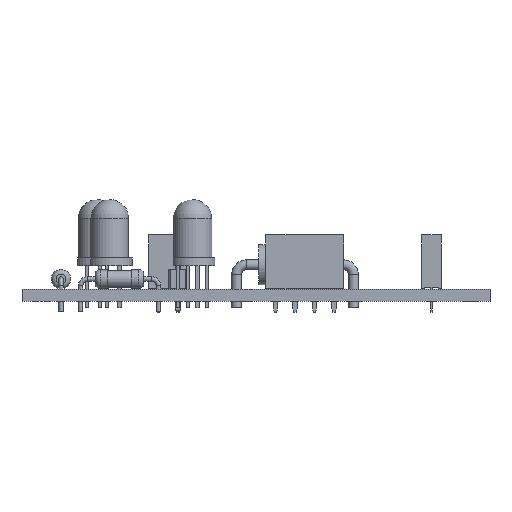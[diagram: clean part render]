
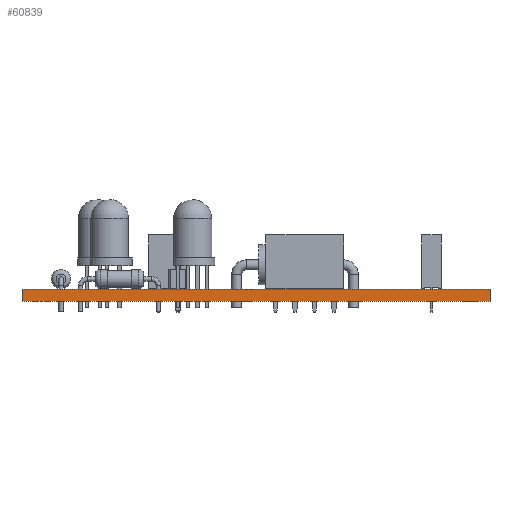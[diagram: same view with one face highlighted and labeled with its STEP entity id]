
A CAD part, front view. The second image highlights one B-rep face of the part: STEP entity #60839.
In plain terms, the highlighted planar face has unit normal (0, -1, 0).
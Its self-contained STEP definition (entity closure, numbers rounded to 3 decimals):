
#60839 = ADVANCED_FACE('',(#60840),#60854,.T.);
#60840 = FACE_BOUND('',#60841,.T.);
#60841 = EDGE_LOOP('',(#60842,#60877,#60905,#60933));
#60842 = ORIENTED_EDGE('',*,*,#60843,.T.);
#60843 = EDGE_CURVE('',#60844,#60846,#60848,.T.);
#60844 = VERTEX_POINT('',#60845);
#60845 = CARTESIAN_POINT('',(109.22,-101.6,0.));
#60846 = VERTEX_POINT('',#60847);
#60847 = CARTESIAN_POINT('',(109.22,-101.6,1.6));
#60848 = SURFACE_CURVE('',#60849,(#60853,#60865),.PCURVE_S1.);
#60849 = LINE('',#60850,#60851);
#60850 = CARTESIAN_POINT('',(109.22,-101.6,0.));
#60851 = VECTOR('',#60852,1.);
#60852 = DIRECTION('',(0.,0.,1.));
#60853 = PCURVE('',#60854,#60859);
#60854 = PLANE('',#60855);
#60855 = AXIS2_PLACEMENT_3D('',#60856,#60857,#60858);
#60856 = CARTESIAN_POINT('',(109.22,-101.6,0.));
#60857 = DIRECTION('',(0.,-1.,0.));
#60858 = DIRECTION('',(-1.,0.,0.));
#60859 = DEFINITIONAL_REPRESENTATION('',(#60860),#60864);
#60860 = LINE('',#60861,#60862);
#60861 = CARTESIAN_POINT('',(0.,-0.));
#60862 = VECTOR('',#60863,1.);
#60863 = DIRECTION('',(0.,-1.));
#60864 = ( GEOMETRIC_REPRESENTATION_CONTEXT(2) 
PARAMETRIC_REPRESENTATION_CONTEXT() REPRESENTATION_CONTEXT('2D SPACE',''
  ) );
#60865 = PCURVE('',#60866,#60871);
#60866 = PLANE('',#60867);
#60867 = AXIS2_PLACEMENT_3D('',#60868,#60869,#60870);
#60868 = CARTESIAN_POINT('',(109.22,-40.64,0.));
#60869 = DIRECTION('',(1.,0.,-0.));
#60870 = DIRECTION('',(0.,-1.,0.));
#60871 = DEFINITIONAL_REPRESENTATION('',(#60872),#60876);
#60872 = LINE('',#60873,#60874);
#60873 = CARTESIAN_POINT('',(60.96,0.));
#60874 = VECTOR('',#60875,1.);
#60875 = DIRECTION('',(0.,-1.));
#60876 = ( GEOMETRIC_REPRESENTATION_CONTEXT(2) 
PARAMETRIC_REPRESENTATION_CONTEXT() REPRESENTATION_CONTEXT('2D SPACE',''
  ) );
#60877 = ORIENTED_EDGE('',*,*,#60878,.T.);
#60878 = EDGE_CURVE('',#60846,#60879,#60881,.T.);
#60879 = VERTEX_POINT('',#60880);
#60880 = CARTESIAN_POINT('',(48.26,-101.6,1.6));
#60881 = SURFACE_CURVE('',#60882,(#60886,#60893),.PCURVE_S1.);
#60882 = LINE('',#60883,#60884);
#60883 = CARTESIAN_POINT('',(109.22,-101.6,1.6));
#60884 = VECTOR('',#60885,1.);
#60885 = DIRECTION('',(-1.,0.,0.));
#60886 = PCURVE('',#60854,#60887);
#60887 = DEFINITIONAL_REPRESENTATION('',(#60888),#60892);
#60888 = LINE('',#60889,#60890);
#60889 = CARTESIAN_POINT('',(0.,-1.6));
#60890 = VECTOR('',#60891,1.);
#60891 = DIRECTION('',(1.,0.));
#60892 = ( GEOMETRIC_REPRESENTATION_CONTEXT(2) 
PARAMETRIC_REPRESENTATION_CONTEXT() REPRESENTATION_CONTEXT('2D SPACE',''
  ) );
#60893 = PCURVE('',#60894,#60899);
#60894 = PLANE('',#60895);
#60895 = AXIS2_PLACEMENT_3D('',#60896,#60897,#60898);
#60896 = CARTESIAN_POINT('',(78.74,-71.12,1.6));
#60897 = DIRECTION('',(-0.,-0.,-1.));
#60898 = DIRECTION('',(-1.,0.,0.));
#60899 = DEFINITIONAL_REPRESENTATION('',(#60900),#60904);
#60900 = LINE('',#60901,#60902);
#60901 = CARTESIAN_POINT('',(-30.48,-30.48));
#60902 = VECTOR('',#60903,1.);
#60903 = DIRECTION('',(1.,0.));
#60904 = ( GEOMETRIC_REPRESENTATION_CONTEXT(2) 
PARAMETRIC_REPRESENTATION_CONTEXT() REPRESENTATION_CONTEXT('2D SPACE',''
  ) );
#60905 = ORIENTED_EDGE('',*,*,#60906,.F.);
#60906 = EDGE_CURVE('',#60907,#60879,#60909,.T.);
#60907 = VERTEX_POINT('',#60908);
#60908 = CARTESIAN_POINT('',(48.26,-101.6,0.));
#60909 = SURFACE_CURVE('',#60910,(#60914,#60921),.PCURVE_S1.);
#60910 = LINE('',#60911,#60912);
#60911 = CARTESIAN_POINT('',(48.26,-101.6,0.));
#60912 = VECTOR('',#60913,1.);
#60913 = DIRECTION('',(0.,0.,1.));
#60914 = PCURVE('',#60854,#60915);
#60915 = DEFINITIONAL_REPRESENTATION('',(#60916),#60920);
#60916 = LINE('',#60917,#60918);
#60917 = CARTESIAN_POINT('',(60.96,0.));
#60918 = VECTOR('',#60919,1.);
#60919 = DIRECTION('',(0.,-1.));
#60920 = ( GEOMETRIC_REPRESENTATION_CONTEXT(2) 
PARAMETRIC_REPRESENTATION_CONTEXT() REPRESENTATION_CONTEXT('2D SPACE',''
  ) );
#60921 = PCURVE('',#60922,#60927);
#60922 = PLANE('',#60923);
#60923 = AXIS2_PLACEMENT_3D('',#60924,#60925,#60926);
#60924 = CARTESIAN_POINT('',(48.26,-101.6,0.));
#60925 = DIRECTION('',(-1.,0.,0.));
#60926 = DIRECTION('',(0.,1.,0.));
#60927 = DEFINITIONAL_REPRESENTATION('',(#60928),#60932);
#60928 = LINE('',#60929,#60930);
#60929 = CARTESIAN_POINT('',(0.,0.));
#60930 = VECTOR('',#60931,1.);
#60931 = DIRECTION('',(0.,-1.));
#60932 = ( GEOMETRIC_REPRESENTATION_CONTEXT(2) 
PARAMETRIC_REPRESENTATION_CONTEXT() REPRESENTATION_CONTEXT('2D SPACE',''
  ) );
#60933 = ORIENTED_EDGE('',*,*,#60934,.F.);
#60934 = EDGE_CURVE('',#60844,#60907,#60935,.T.);
#60935 = SURFACE_CURVE('',#60936,(#60940,#60947),.PCURVE_S1.);
#60936 = LINE('',#60937,#60938);
#60937 = CARTESIAN_POINT('',(109.22,-101.6,0.));
#60938 = VECTOR('',#60939,1.);
#60939 = DIRECTION('',(-1.,0.,0.));
#60940 = PCURVE('',#60854,#60941);
#60941 = DEFINITIONAL_REPRESENTATION('',(#60942),#60946);
#60942 = LINE('',#60943,#60944);
#60943 = CARTESIAN_POINT('',(0.,-0.));
#60944 = VECTOR('',#60945,1.);
#60945 = DIRECTION('',(1.,0.));
#60946 = ( GEOMETRIC_REPRESENTATION_CONTEXT(2) 
PARAMETRIC_REPRESENTATION_CONTEXT() REPRESENTATION_CONTEXT('2D SPACE',''
  ) );
#60947 = PCURVE('',#60948,#60953);
#60948 = PLANE('',#60949);
#60949 = AXIS2_PLACEMENT_3D('',#60950,#60951,#60952);
#60950 = CARTESIAN_POINT('',(78.74,-71.12,0.));
#60951 = DIRECTION('',(-0.,-0.,-1.));
#60952 = DIRECTION('',(-1.,0.,0.));
#60953 = DEFINITIONAL_REPRESENTATION('',(#60954),#60958);
#60954 = LINE('',#60955,#60956);
#60955 = CARTESIAN_POINT('',(-30.48,-30.48));
#60956 = VECTOR('',#60957,1.);
#60957 = DIRECTION('',(1.,0.));
#60958 = ( GEOMETRIC_REPRESENTATION_CONTEXT(2) 
PARAMETRIC_REPRESENTATION_CONTEXT() REPRESENTATION_CONTEXT('2D SPACE',''
  ) );
